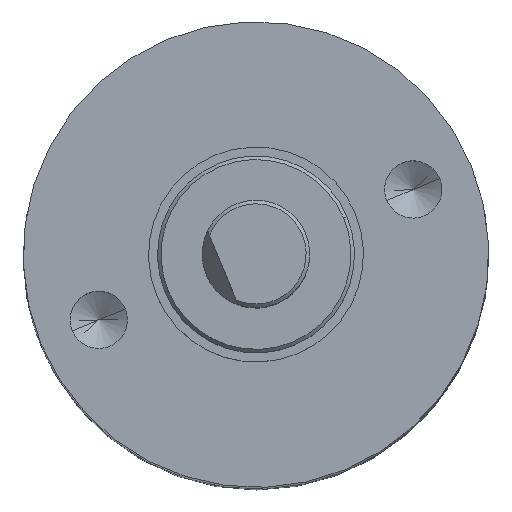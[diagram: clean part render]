
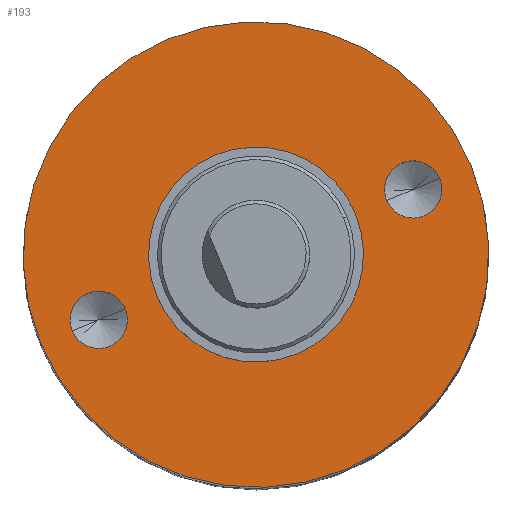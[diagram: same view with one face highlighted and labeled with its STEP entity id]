
A CAD part, top view. The second image highlights one B-rep face of the part: STEP entity #193.
In plain terms, the highlighted planar face has unit normal (0, 0, 1).
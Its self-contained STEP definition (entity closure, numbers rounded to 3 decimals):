
#16 = CARTESIAN_POINT ( 'NONE',  ( 8.431, -5.682, 31.9 ) ) ;
#145 = AXIS2_PLACEMENT_3D ( 'NONE', #16, #2890, #424 ) ;
#153 = DIRECTION ( 'NONE',  ( 0., 0., 1. ) ) ;
#154 = VERTEX_POINT ( 'NONE', #164 ) ;
#164 = CARTESIAN_POINT ( 'NONE',  ( 13.557, -3.556, 31.9 ) ) ;
#187 = VERTEX_POINT ( 'NONE', #5270 ) ;
#193 = ADVANCED_FACE ( 'NONE', ( #4884, #1824, #3825, #2778 ), #1237, .F. ) ;
#219 = AXIS2_PLACEMENT_3D ( 'NONE', #1680, #4463, #2106 ) ;
#424 = DIRECTION ( 'NONE',  ( -0.924, -0.383, 0. ) ) ;
#533 = VERTEX_POINT ( 'NONE', #1026 ) ;
#746 = CARTESIAN_POINT ( 'NONE',  ( 11.202, -4.532, 31.9 ) ) ;
#785 = ORIENTED_EDGE ( 'NONE', *, *, #4944, .T. ) ;
#872 = CARTESIAN_POINT ( 'NONE',  ( 4.043, -7.501, 31.9 ) ) ;
#926 = CIRCLE ( 'NONE', #145, 3. ) ;
#954 = ORIENTED_EDGE ( 'NONE', *, *, #3591, .F. ) ;
#987 = CARTESIAN_POINT ( 'NONE',  ( 4.782, -7.195, 31.9 ) ) ;
#1026 = CARTESIAN_POINT ( 'NONE',  ( 5.66, -6.831, 31.9 ) ) ;
#1078 = CARTESIAN_POINT ( 'NONE',  ( 8.431, -5.682, 31.9 ) ) ;
#1162 = ORIENTED_EDGE ( 'NONE', *, *, #5096, .F. ) ;
#1237 = PLANE ( 'NONE',  #2239 ) ;
#1254 = VERTEX_POINT ( 'NONE', #3627 ) ;
#1288 = DIRECTION ( 'NONE',  ( 0.924, 0.383, 0. ) ) ;
#1421 = AXIS2_PLACEMENT_3D ( 'NONE', #872, #3699, #1288 ) ;
#1483 = EDGE_LOOP ( 'NONE', ( #2609, #2067 ) ) ;
#1493 = DIRECTION ( 'NONE',  ( -0.924, -0.383, 0. ) ) ;
#1680 = CARTESIAN_POINT ( 'NONE',  ( 4.043, -7.501, 31.9 ) ) ;
#1718 = CARTESIAN_POINT ( 'NONE',  ( 14.435, -3.192, 31.9 ) ) ;
#1736 = EDGE_LOOP ( 'NONE', ( #3044, #1162 ) ) ;
#1800 = CARTESIAN_POINT ( 'NONE',  ( 8.431, -5.682, 31.9 ) ) ;
#1824 = FACE_BOUND ( 'NONE', #1483, .T. ) ;
#2067 = ORIENTED_EDGE ( 'NONE', *, *, #4556, .F. ) ;
#2093 = CARTESIAN_POINT ( 'NONE',  ( 8.431, -5.682, 31.9 ) ) ;
#2106 = DIRECTION ( 'NONE',  ( 0.924, 0.383, 0. ) ) ;
#2125 = VERTEX_POINT ( 'NONE', #746 ) ;
#2177 = DIRECTION ( 'NONE',  ( 0., 0., 1. ) ) ;
#2214 = DIRECTION ( 'NONE',  ( -0.924, -0.383, 0. ) ) ;
#2239 = AXIS2_PLACEMENT_3D ( 'NONE', #2093, #4852, #2500 ) ;
#2478 = CARTESIAN_POINT ( 'NONE',  ( 8.431, -5.682, 31.9 ) ) ;
#2500 = DIRECTION ( 'NONE',  ( -0.924, -0.383, 0. ) ) ;
#2564 = CIRCLE ( 'NONE', #219, 0.8 ) ;
#2604 = CIRCLE ( 'NONE', #4861, 0.8 ) ;
#2609 = ORIENTED_EDGE ( 'NONE', *, *, #3850, .F. ) ;
#2616 = CIRCLE ( 'NONE', #4063, 0.8 ) ;
#2628 = CARTESIAN_POINT ( 'NONE',  ( 12.818, -3.862, 31.9 ) ) ;
#2778 = FACE_OUTER_BOUND ( 'NONE', #1736, .T. ) ;
#2869 = DIRECTION ( 'NONE',  ( -0.924, -0.383, 0. ) ) ;
#2890 = DIRECTION ( 'NONE',  ( 0., 0., -1. ) ) ;
#2951 = VERTEX_POINT ( 'NONE', #987 ) ;
#3025 = DIRECTION ( 'NONE',  ( 0.924, 0.383, 0. ) ) ;
#3044 = ORIENTED_EDGE ( 'NONE', *, *, #5259, .F. ) ;
#3116 = AXIS2_PLACEMENT_3D ( 'NONE', #2478, #5263, #2869 ) ;
#3591 = EDGE_CURVE ( 'NONE', #2951, #1254, #2564, .T. ) ;
#3627 = CARTESIAN_POINT ( 'NONE',  ( 3.304, -7.808, 31.9 ) ) ;
#3636 = VERTEX_POINT ( 'NONE', #1718 ) ;
#3699 = DIRECTION ( 'NONE',  ( 0., 0., 1. ) ) ;
#3823 = CIRCLE ( 'NONE', #4908, 6.5 ) ;
#3825 = FACE_BOUND ( 'NONE', #4778, .T. ) ;
#3850 = EDGE_CURVE ( 'NONE', #154, #187, #2616, .T. ) ;
#3915 = DIRECTION ( 'NONE',  ( 0., 0., -1. ) ) ;
#4019 = ORIENTED_EDGE ( 'NONE', *, *, #4982, .T. ) ;
#4063 = AXIS2_PLACEMENT_3D ( 'NONE', #2628, #153, #3025 ) ;
#4066 = VERTEX_POINT ( 'NONE', #4781 ) ;
#4200 = EDGE_LOOP ( 'NONE', ( #954, #4396 ) ) ;
#4396 = ORIENTED_EDGE ( 'NONE', *, *, #4480, .F. ) ;
#4463 = DIRECTION ( 'NONE',  ( 0., 0., 1. ) ) ;
#4480 = EDGE_CURVE ( 'NONE', #1254, #2951, #5086, .T. ) ;
#4539 = CARTESIAN_POINT ( 'NONE',  ( 12.818, -3.862, 31.9 ) ) ;
#4556 = EDGE_CURVE ( 'NONE', #187, #154, #2604, .T. ) ;
#4562 = CIRCLE ( 'NONE', #5094, 6.5 ) ;
#4573 = DIRECTION ( 'NONE',  ( 0., 0., -1. ) ) ;
#4778 = EDGE_LOOP ( 'NONE', ( #4019, #785 ) ) ;
#4781 = CARTESIAN_POINT ( 'NONE',  ( 2.426, -8.171, 31.9 ) ) ;
#4852 = DIRECTION ( 'NONE',  ( 0., 0., -1. ) ) ;
#4861 = AXIS2_PLACEMENT_3D ( 'NONE', #4539, #2177, #4941 ) ;
#4884 = FACE_BOUND ( 'NONE', #4200, .T. ) ;
#4908 = AXIS2_PLACEMENT_3D ( 'NONE', #1078, #3915, #1493 ) ;
#4941 = DIRECTION ( 'NONE',  ( 0.924, 0.383, 0. ) ) ;
#4944 = EDGE_CURVE ( 'NONE', #2125, #533, #5222, .T. ) ;
#4982 = EDGE_CURVE ( 'NONE', #533, #2125, #926, .T. ) ;
#5086 = CIRCLE ( 'NONE', #1421, 0.8 ) ;
#5094 = AXIS2_PLACEMENT_3D ( 'NONE', #1800, #4573, #2214 ) ;
#5096 = EDGE_CURVE ( 'NONE', #4066, #3636, #4562, .T. ) ;
#5222 = CIRCLE ( 'NONE', #3116, 3. ) ;
#5259 = EDGE_CURVE ( 'NONE', #3636, #4066, #3823, .T. ) ;
#5263 = DIRECTION ( 'NONE',  ( 0., 0., -1. ) ) ;
#5270 = CARTESIAN_POINT ( 'NONE',  ( 12.079, -4.169, 31.9 ) ) ;
